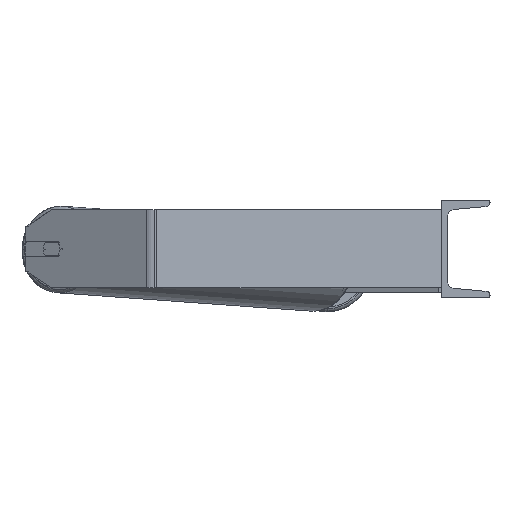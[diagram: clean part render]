
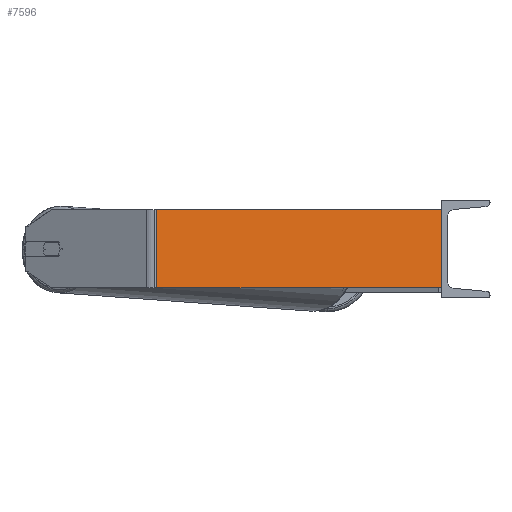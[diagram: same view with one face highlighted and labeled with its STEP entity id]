
A CAD part, left-side view. The second image highlights one B-rep face of the part: STEP entity #7596.
In plain terms, the highlighted planar face has unit normal (-0.985, -0.174, 0).
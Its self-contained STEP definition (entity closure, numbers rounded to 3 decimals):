
#1678 = DIRECTION ( 'NONE',  ( 0.174, -0.985, 0. ) ) ;
#1747 = ORIENTED_EDGE ( 'NONE', *, *, #2537, .T. ) ;
#1766 = LINE ( 'NONE', #5332, #3425 ) ;
#2059 = ORIENTED_EDGE ( 'NONE', *, *, #4832, .T. ) ;
#2337 = DIRECTION ( 'NONE',  ( 0., 0., -1. ) ) ;
#2484 = DIRECTION ( 'NONE',  ( 0., 0., -1. ) ) ;
#2537 = EDGE_CURVE ( 'NONE', #6153, #5734, #1766, .T. ) ;
#2717 = CARTESIAN_POINT ( 'NONE',  ( -837.405, 297.206, -40. ) ) ;
#3049 = CARTESIAN_POINT ( 'NONE',  ( -837.405, 297.206, 40. ) ) ;
#3118 = CARTESIAN_POINT ( 'NONE',  ( -785., 0., 40. ) ) ;
#3425 = VECTOR ( 'NONE', #2484, 1000. ) ;
#3444 = LINE ( 'NONE', #2717, #8204 ) ;
#3554 = EDGE_CURVE ( 'NONE', #6153, #5018, #5948, .T. ) ;
#3904 = CARTESIAN_POINT ( 'NONE',  ( -836.394, 291.471, 40. ) ) ;
#4026 = AXIS2_PLACEMENT_3D ( 'NONE', #8679, #8116, #4591 ) ;
#4450 = PLANE ( 'NONE',  #4026 ) ;
#4591 = DIRECTION ( 'NONE',  ( -0.174, 0.985, 0. ) ) ;
#4832 = EDGE_CURVE ( 'NONE', #5734, #7266, #3444, .T. ) ;
#5018 = VERTEX_POINT ( 'NONE', #3118 ) ;
#5332 = CARTESIAN_POINT ( 'NONE',  ( -836.394, 291.471, 40. ) ) ;
#5734 = VERTEX_POINT ( 'NONE', #7636 ) ;
#5842 = LINE ( 'NONE', #7841, #6700 ) ;
#5948 = LINE ( 'NONE', #3049, #6859 ) ;
#6153 = VERTEX_POINT ( 'NONE', #3904 ) ;
#6335 = EDGE_CURVE ( 'NONE', #5018, #7266, #5842, .T. ) ;
#6362 = DIRECTION ( 'NONE',  ( 0.174, -0.985, 0. ) ) ;
#6591 = FACE_OUTER_BOUND ( 'NONE', #7301, .T. ) ;
#6659 = CARTESIAN_POINT ( 'NONE',  ( -785., 0., -40. ) ) ;
#6700 = VECTOR ( 'NONE', #2337, 1000. ) ;
#6859 = VECTOR ( 'NONE', #1678, 1000. ) ;
#6868 = ORIENTED_EDGE ( 'NONE', *, *, #6335, .F. ) ;
#7266 = VERTEX_POINT ( 'NONE', #6659 ) ;
#7301 = EDGE_LOOP ( 'NONE', ( #2059, #6868, #8783, #1747 ) ) ;
#7596 = ADVANCED_FACE ( 'NONE', ( #6591 ), #4450, .F. ) ;
#7636 = CARTESIAN_POINT ( 'NONE',  ( -836.394, 291.471, -40. ) ) ;
#7841 = CARTESIAN_POINT ( 'NONE',  ( -785., 0., 40. ) ) ;
#8116 = DIRECTION ( 'NONE',  ( 0.985, 0.174, 0. ) ) ;
#8204 = VECTOR ( 'NONE', #6362, 1000. ) ;
#8679 = CARTESIAN_POINT ( 'NONE',  ( -837.405, 297.206, 40. ) ) ;
#8783 = ORIENTED_EDGE ( 'NONE', *, *, #3554, .F. ) ;
